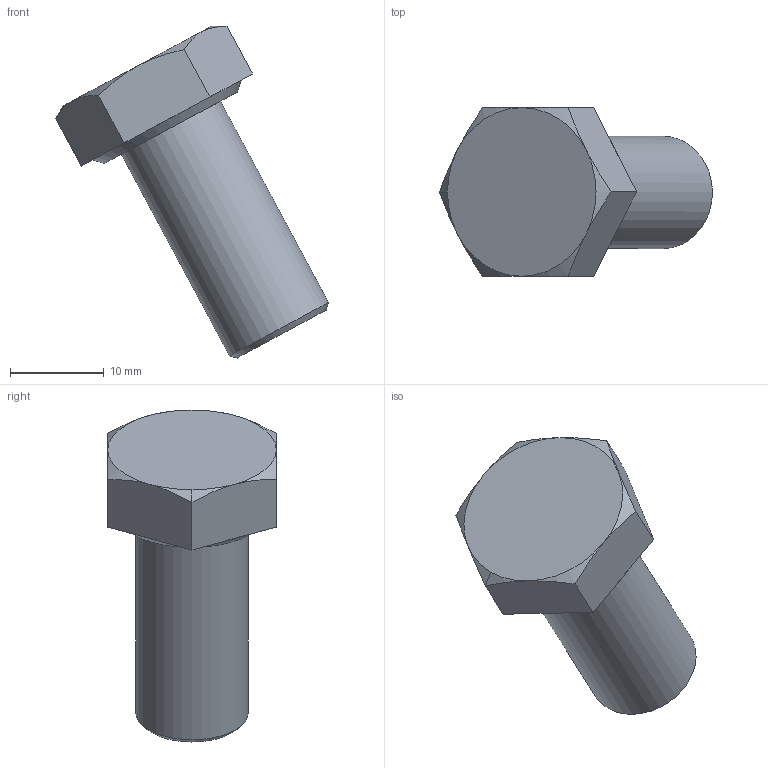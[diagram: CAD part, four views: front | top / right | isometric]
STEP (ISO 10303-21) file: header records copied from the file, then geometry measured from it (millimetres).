
FILE_DESCRIPTION(/* description */ (''),/* implementation_level */ '2;1');
FILE_NAME(/* name */ 'MANIFOLD_SOLID_BREP_500_.stp',/* time_stamp */ '2016-06-02T11:43:16+02:00',/* author */ (''),/* organization */ (''),/* preprocessor_version */ 'ST-DEVELOPER v16.5',/* originating_system */ 'Autodesk Translation Framework v5.0.0.3310',/* authorisation */ '');
FILE_SCHEMA (('AUTOMOTIVE_DESIGN { 1 0 10303 214 3 1 1 }'));
Length unit declared in the file: centimetre
Products named in the file (1): MANIFOLD_SOLID_BREP_500_
Bounding box: 29.14 x 18 x 35.45 mm (x, y, z)
Volume: 4870.5 mm3; surface area: 1906.8 mm2
Topology: 1 solids, 1 shells, 26 faces, 57 edges, 34 vertices
Faces by surface type: plane 15, cone 10, cylinder 1
Full cylindrical faces by diameter (mm): 12 x1
Entity records: 689 total; most frequent: CARTESIAN_POINT 136, DIRECTION 115, ORIENTED_EDGE 106, EDGE_CURVE 53, AXIS2_PLACEMENT_3D 47, VERTEX_POINT 32, EDGE_LOOP 29, FACE_OUTER_BOUND 26
